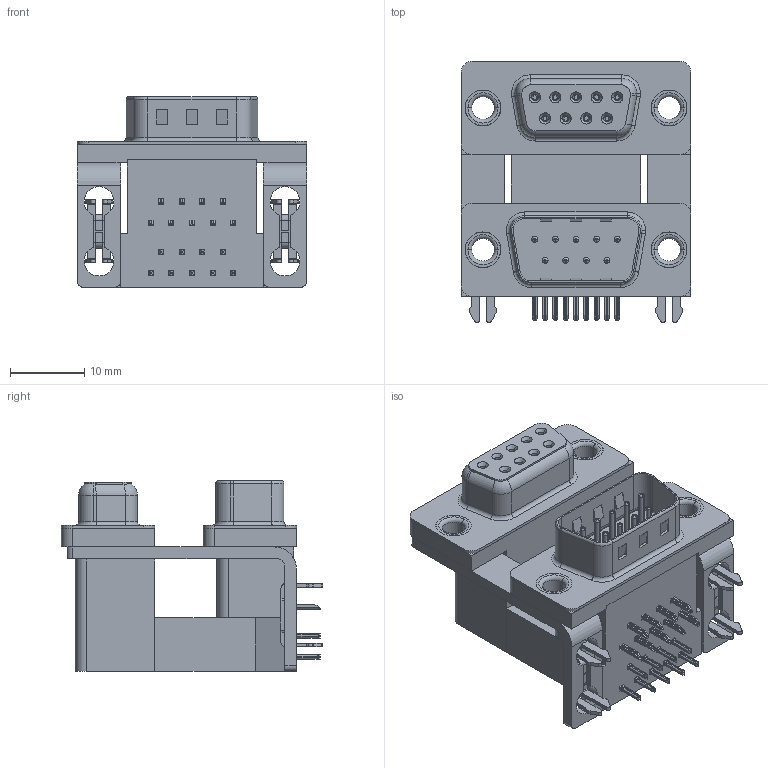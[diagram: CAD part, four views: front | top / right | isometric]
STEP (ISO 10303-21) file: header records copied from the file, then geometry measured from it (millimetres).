
FILE_DESCRIPTION (( 'STEP AP203' ), '1' );
FILE_NAME ('664-009-264-037.STEP', '2022-06-20T13:02:16', ( '' ), ( '' ), 'SwSTEP 2.0', 'SolidWorks 2020', '' );
FILE_SCHEMA (( 'CONFIG_CONTROL_DESIGN' ));
Length unit declared in the file: millimetre
Products named in the file (13): 664 Shell Plug_09 Contacts; 664-009-264-037; 664 Contact Top Lower; 664 Housing Lower_09 Contacts; 664 2 Prong Board Lock_3; 664 Shell Receptacle_09 Contacts; 664 Housing Spacer_09 Contacts M; 664 Mounting Bracket_2ProngM; 664 Contact Bottom Lower; 664 Thru Hole Rivet; 664 Contact Bottom Upper_M; 664 Housing Upper_09 Contacts M; 664 Contact Top Upper_M
Assembly tree (31 placements, depth 2):
  664-009-264-037
    664 Housing Lower_09 Contacts
    664 Housing Spacer_09 Contacts M
    664 Housing Upper_09 Contacts M
    664 Shell Plug_09 Contacts
    664 Shell Receptacle_09 Contacts
    664 Contact Bottom Lower  x4
    664 Contact Top Lower  x5
    664 Contact Bottom Upper_M  x4
    664 Contact Top Upper_M  x5
    664 Mounting Bracket_2ProngM  x2
    664 2 Prong Board Lock_3  x2
    664 Thru Hole Rivet  x4
Bounding box: 30.81 x 35.1 x 25.6 mm (x, y, z)
Volume: 10753.6 mm3; surface area: 12749.1 mm2
Topology: 31 solids, 31 shells, 2597 faces, 6685 edges, 4197 vertices
Faces by surface type: plane 1365, cylinder 709, bspline 308, cone 108, torus 107
Entity records: 37365 total; most frequent: CARTESIAN_POINT 9286, ORIENTED_EDGE 5524, DIRECTION 5253, EDGE_CURVE 2762, VECTOR 1831, LINE 1831, VERTEX_POINT 1759, AXIS2_PLACEMENT_3D 1711
